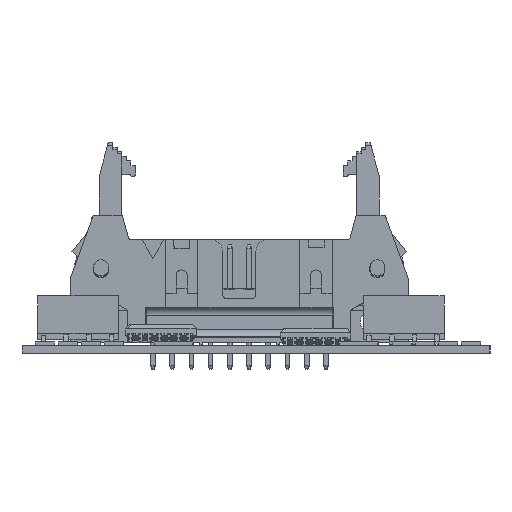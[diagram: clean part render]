
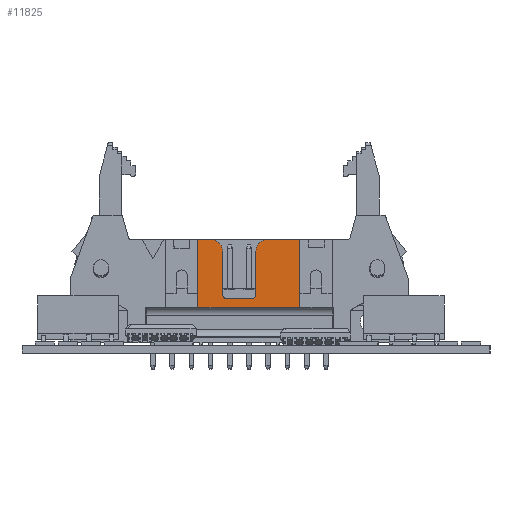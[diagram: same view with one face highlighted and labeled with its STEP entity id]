
A CAD part, left-side view. The second image highlights one B-rep face of the part: STEP entity #11825.
In plain terms, the highlighted planar face has unit normal (-1, 0, 0).
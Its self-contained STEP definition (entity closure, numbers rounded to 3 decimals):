
#11825=ADVANCED_FACE('37',(#22554),#22555,.T.);
#22554=FACE_OUTER_BOUND('',#37041,.T.);
#22555=PLANE('',#37042);
#37041=EDGE_LOOP('',(#57514,#57515,#57516,#57517,#57518,#57519,#57520,#57521,#57522,#57523,#57524,#57525));
#37042=AXIS2_PLACEMENT_3D('',#57526,#57527,#57528);
#57514=ORIENTED_EDGE('',*,*,#77472,.T.);
#57515=ORIENTED_EDGE('',*,*,#77473,.F.);
#57516=ORIENTED_EDGE('',*,*,#77474,.T.);
#57517=ORIENTED_EDGE('',*,*,#77475,.T.);
#57518=ORIENTED_EDGE('',*,*,#77476,.F.);
#57519=ORIENTED_EDGE('',*,*,#77477,.F.);
#57520=ORIENTED_EDGE('',*,*,#77478,.F.);
#57521=ORIENTED_EDGE('',*,*,#77479,.F.);
#57522=ORIENTED_EDGE('',*,*,#77480,.F.);
#57523=ORIENTED_EDGE('',*,*,#77481,.T.);
#57524=ORIENTED_EDGE('',*,*,#77482,.T.);
#57525=ORIENTED_EDGE('',*,*,#77483,.F.);
#57526=CARTESIAN_POINT('',(86.667,47.415,4.911));
#57527=DIRECTION('',(-1.0,0.0,0.0));
#57528=DIRECTION('',(0.0,0.0,1.0));
#77472=EDGE_CURVE('31785',#93535,#93536,#93537,.T.);
#77473=EDGE_CURVE('1105',#93538,#93536,#93539,.T.);
#77474=EDGE_CURVE('1112',#93538,#93540,#93541,.T.);
#77475=EDGE_CURVE('925',#93540,#93542,#93543,.T.);
#77476=EDGE_CURVE('924',#93544,#93542,#93545,.T.);
#77477=EDGE_CURVE('923',#93546,#93544,#93547,.T.);
#77478=EDGE_CURVE('922',#93548,#93546,#93549,.T.);
#77479=EDGE_CURVE('921',#93550,#93548,#93551,.T.);
#77480=EDGE_CURVE('920',#93552,#93550,#93553,.T.);
#77481=EDGE_CURVE('926',#93552,#93554,#93555,.T.);
#77482=EDGE_CURVE('24404',#93554,#93556,#93557,.T.);
#77483=EDGE_CURVE('24393',#93535,#93556,#93558,.T.);
#93535=VERTEX_POINT('',#116808);
#93536=VERTEX_POINT('',#116809);
#93537=LINE('',#116810,#116811);
#93538=VERTEX_POINT('',#116812);
#93539=LINE('',#116813,#116814);
#93540=VERTEX_POINT('',#116815);
#93541=LINE('',#116816,#116817);
#93542=VERTEX_POINT('',#116818);
#93543=CIRCLE('',#116819,1.5);
#93544=VERTEX_POINT('',#116820);
#93545=LINE('',#116821,#116822);
#93546=VERTEX_POINT('',#116823);
#93547=CIRCLE('',#116824,0.6);
#93548=VERTEX_POINT('',#116825);
#93549=LINE('',#116826,#116827);
#93550=VERTEX_POINT('',#116828);
#93551=CIRCLE('',#116829,0.6);
#93552=VERTEX_POINT('',#116830);
#93553=LINE('',#116831,#116832);
#93554=VERTEX_POINT('',#116833);
#93555=CIRCLE('',#116834,1.5);
#93556=VERTEX_POINT('',#116835);
#93557=LINE('',#116836,#116837);
#93558=LINE('',#116838,#116839);
#116808=CARTESIAN_POINT('',(86.667,30.535,-7.289));
#116809=CARTESIAN_POINT('',(86.667,17.055,-7.289));
#116810=CARTESIAN_POINT('',(86.667,30.535,-7.289));
#116811=VECTOR('',#140667,13.48);
#116812=CARTESIAN_POINT('',(86.667,17.055,1.671));
#116813=CARTESIAN_POINT('',(86.667,17.055,1.671));
#116814=VECTOR('',#140668,8.96);
#116815=CARTESIAN_POINT('',(86.667,21.365,1.671));
#116816=CARTESIAN_POINT('',(86.667,17.055,1.671));
#116817=VECTOR('',#140669,4.31);
#116818=CARTESIAN_POINT('',(86.667,22.865,0.171));
#116819=AXIS2_PLACEMENT_3D('',#140670,#140671,#140672);
#116820=CARTESIAN_POINT('',(86.667,22.865,-5.529));
#116821=CARTESIAN_POINT('',(86.667,22.865,-5.529));
#116822=VECTOR('',#140673,5.7);
#116823=CARTESIAN_POINT('',(86.667,23.465,-6.129));
#116824=AXIS2_PLACEMENT_3D('',#140674,#140675,#140676);
#116825=CARTESIAN_POINT('',(86.667,26.665,-6.129));
#116826=CARTESIAN_POINT('',(86.667,26.665,-6.129));
#116827=VECTOR('',#140677,3.2);
#116828=CARTESIAN_POINT('',(86.667,27.265,-5.529));
#116829=AXIS2_PLACEMENT_3D('',#140678,#140679,#140680);
#116830=CARTESIAN_POINT('',(86.667,27.265,0.171));
#116831=CARTESIAN_POINT('',(86.667,27.265,0.171));
#116832=VECTOR('',#140681,5.7);
#116833=CARTESIAN_POINT('',(86.667,28.765,1.671));
#116834=AXIS2_PLACEMENT_3D('',#140682,#140683,#140684);
#116835=CARTESIAN_POINT('',(86.667,30.535,1.671));
#116836=CARTESIAN_POINT('',(86.667,28.765,1.671));
#116837=VECTOR('',#140685,1.77);
#116838=CARTESIAN_POINT('',(86.667,30.535,-7.289));
#116839=VECTOR('',#140686,8.96);
#140667=DIRECTION('',(0.0,-1.0,0.));
#140668=DIRECTION('',(0.0,0.,-1.0));
#140669=DIRECTION('',(0.0,1.0,0.));
#140670=CARTESIAN_POINT('',(86.667,21.365,0.171));
#140671=DIRECTION('',(-1.0,0.0,0.0));
#140672=DIRECTION('',(0.0,0.,1.0));
#140673=DIRECTION('',(0.0,0.,1.0));
#140674=CARTESIAN_POINT('',(86.667,23.465,-5.529));
#140675=DIRECTION('',(-1.0,-0.0,0.0));
#140676=DIRECTION('',(0.0,0.,-1.0));
#140677=DIRECTION('',(0.0,-1.0,0.));
#140678=CARTESIAN_POINT('',(86.667,26.665,-5.529));
#140679=DIRECTION('',(-1.0,0.0,0.0));
#140680=DIRECTION('',(0.0,1.0,0.));
#140681=DIRECTION('',(0.0,0.,-1.0));
#140682=CARTESIAN_POINT('',(86.667,28.765,0.171));
#140683=DIRECTION('',(-1.0,0.0,0.0));
#140684=DIRECTION('',(0.0,-1.0,0.));
#140685=DIRECTION('',(0.0,1.0,0.));
#140686=DIRECTION('',(0.0,0.,1.0));
